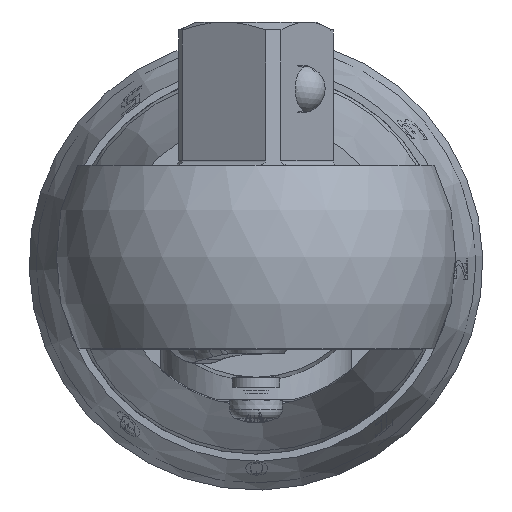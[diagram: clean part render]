
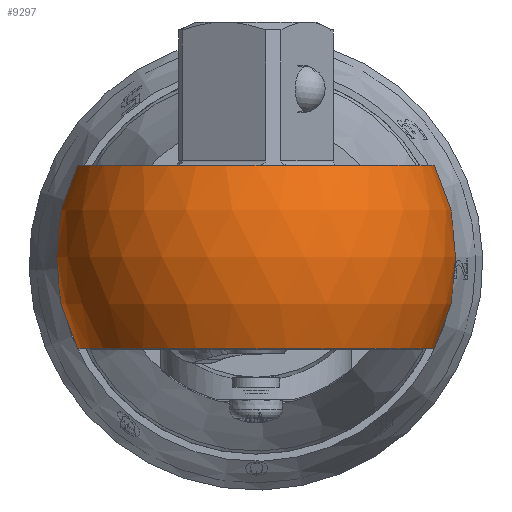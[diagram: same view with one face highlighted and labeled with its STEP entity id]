
A CAD part, top view. The second image highlights one B-rep face of the part: STEP entity #9297.
In plain terms, the highlighted spherical face has radius 21 mm.
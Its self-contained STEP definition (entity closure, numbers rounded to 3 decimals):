
#9254=CARTESIAN_POINT('',(0.,0.,0.));
#9255=DIRECTION('',(0.,0.0,1.));
#9256=DIRECTION('',(0.,-1.0,0.));
#9257=AXIS2_PLACEMENT_3D('',#9254,#9255,#9256);
#9258=SPHERICAL_SURFACE('',#9257,21.);
#9259=CARTESIAN_POINT('',(2.58,-18.498,-9.6));
#9260=VERTEX_POINT('',#9259);
#9261=CARTESIAN_POINT('',(2.58,-18.498,9.6));
#9262=VERTEX_POINT('',#9261);
#9263=CARTESIAN_POINT('',(2.58,0.,0.));
#9264=DIRECTION('',(-1.0,0.0,0.0));
#9265=DIRECTION('',(0.0,0.0,1.0));
#9266=AXIS2_PLACEMENT_3D('',#9263,#9264,#9265);
#9267=CIRCLE('',#9266,20.841);
#9268=EDGE_CURVE('',#9260,#9262,#9267,.T.);
#9269=ORIENTED_EDGE('',*,*,#9268,.T.);
#9270=CARTESIAN_POINT('',(2.58,18.498,9.6));
#9271=VERTEX_POINT('',#9270);
#9272=CARTESIAN_POINT('',(0.,0.,9.6));
#9273=DIRECTION('',(0.0,0.0,-1.0));
#9274=DIRECTION('',(0.0,1.0,0.0));
#9275=AXIS2_PLACEMENT_3D('',#9272,#9273,#9274);
#9276=CIRCLE('',#9275,18.677);
#9277=EDGE_CURVE('',#9262,#9271,#9276,.T.);
#9278=ORIENTED_EDGE('',*,*,#9277,.T.);
#9279=CARTESIAN_POINT('',(2.58,18.498,-9.6));
#9280=VERTEX_POINT('',#9279);
#9281=CARTESIAN_POINT('',(2.58,0.,0.));
#9282=DIRECTION('',(-1.0,0.0,0.0));
#9283=DIRECTION('',(0.0,0.0,-1.0));
#9284=AXIS2_PLACEMENT_3D('',#9281,#9282,#9283);
#9285=CIRCLE('',#9284,20.841);
#9286=EDGE_CURVE('',#9271,#9280,#9285,.T.);
#9287=ORIENTED_EDGE('',*,*,#9286,.T.);
#9288=CARTESIAN_POINT('',(0.,0.,-9.6));
#9289=DIRECTION('',(0.0,0.0,1.0));
#9290=DIRECTION('',(0.0,-1.0,0.0));
#9291=AXIS2_PLACEMENT_3D('',#9288,#9289,#9290);
#9292=CIRCLE('',#9291,18.677);
#9293=EDGE_CURVE('',#9280,#9260,#9292,.T.);
#9294=ORIENTED_EDGE('',*,*,#9293,.T.);
#9295=EDGE_LOOP('',(#9269,#9278,#9287,#9294));
#9296=FACE_OUTER_BOUND('',#9295,.T.);
#9297=ADVANCED_FACE('',(#9296),#9258,.T.);
